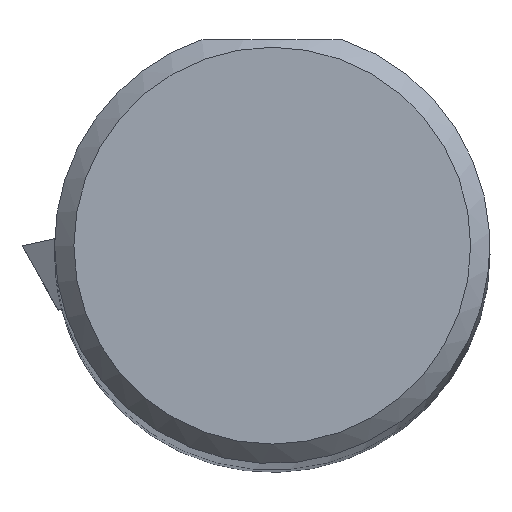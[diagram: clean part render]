
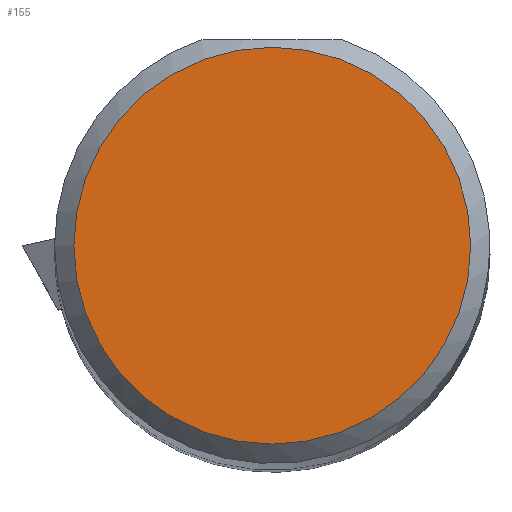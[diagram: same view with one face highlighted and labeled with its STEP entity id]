
A CAD part, top view. The second image highlights one B-rep face of the part: STEP entity #155.
In plain terms, the highlighted planar face has unit normal (0, 0, 1).
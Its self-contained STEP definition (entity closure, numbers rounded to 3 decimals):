
#155=ADVANCED_FACE('',(#199),#181,.T.);
#181=PLANE('',#498);
#199=FACE_OUTER_BOUND('',#224,.T.);
#224=EDGE_LOOP('',(#251));
#251=ORIENTED_EDGE('',*,*,#406,.F.);
#367=VERTEX_POINT('',#680);
#406=EDGE_CURVE('',#367,#367,#464,.T.);
#464=CIRCLE('',#497,2.725);
#497=AXIS2_PLACEMENT_3D('',#679,#549,#550);
#498=AXIS2_PLACEMENT_3D('',#681,#551,#552);
#549=DIRECTION('',(0.,0.,-1.));
#550=DIRECTION('',(-1.,0.,0.));
#551=DIRECTION('',(0.,0.,1.));
#552=DIRECTION('',(-1.,0.,0.));
#679=CARTESIAN_POINT('',(0.,0.,50.8));
#680=CARTESIAN_POINT('',(-2.725,0.,50.8));
#681=CARTESIAN_POINT('',(0.,0.,50.8));
